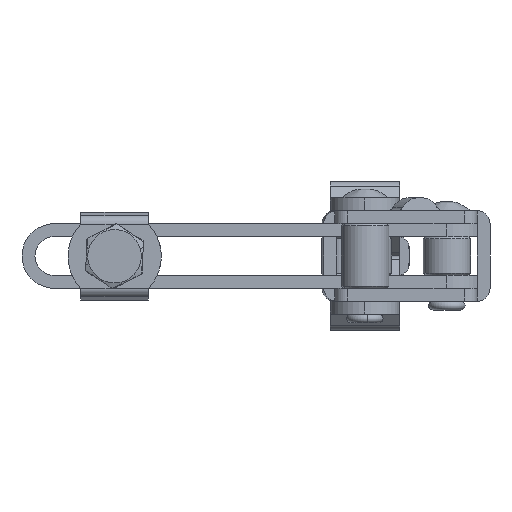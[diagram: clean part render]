
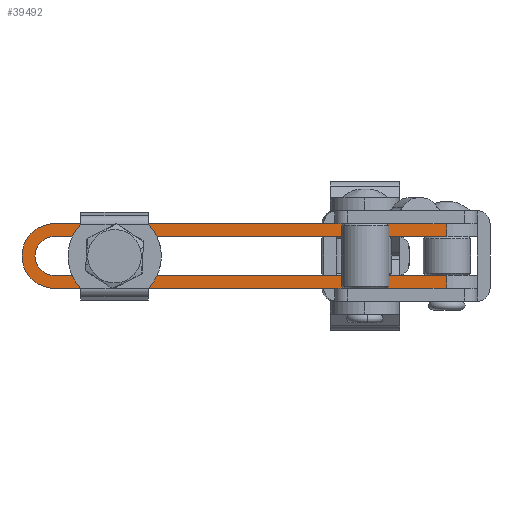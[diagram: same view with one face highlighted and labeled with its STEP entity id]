
A CAD part, front view. The second image highlights one B-rep face of the part: STEP entity #39492.
In plain terms, the highlighted face is planar.
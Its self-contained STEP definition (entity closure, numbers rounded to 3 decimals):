
#19896 = CARTESIAN_POINT ( 'NONE',  ( 0., 4.5, 16. ) ) ;
#19955 = CIRCLE ( 'NONE', #19968, 7.5 ) ;
#19960 = CARTESIAN_POINT ( 'NONE',  ( 0., 0., 16. ) ) ;
#19968 = AXIS2_PLACEMENT_3D ( 'NONE', #19960, #20008, #20007 ) ;
#19978 = DIRECTION ( 'NONE',  ( 1., 0., 0. ) ) ;
#19979 = DIRECTION ( 'NONE',  ( 0., 0., -1. ) ) ;
#19985 = CIRCLE ( 'NONE', #19988, 4.5 ) ;
#19988 = AXIS2_PLACEMENT_3D ( 'NONE', #19990, #19979, #19978 ) ;
#19990 = CARTESIAN_POINT ( 'NONE',  ( 0., 0., 16. ) ) ;
#19992 = CARTESIAN_POINT ( 'NONE',  ( -4.5, 0., 16. ) ) ;
#19996 = CARTESIAN_POINT ( 'NONE',  ( 0., -7.5, 16. ) ) ;
#20003 = CARTESIAN_POINT ( 'NONE',  ( -7.5, 0., 16. ) ) ;
#20007 = DIRECTION ( 'NONE',  ( 1., 0., 0. ) ) ;
#20008 = DIRECTION ( 'NONE',  ( 0., 0., 1. ) ) ;
#20964 = CARTESIAN_POINT ( 'NONE',  ( 91., -7.5, 16. ) ) ;
#21053 = DIRECTION ( 'NONE',  ( 1., 0., 0. ) ) ;
#21054 = VECTOR ( 'NONE', #21053, 1000. ) ;
#21060 = CARTESIAN_POINT ( 'NONE',  ( 0., -7.5, 16. ) ) ;
#21061 = LINE ( 'NONE', #21060, #21054 ) ;
#22477 = DIRECTION ( 'NONE',  ( -1., 0., 0. ) ) ;
#22478 = VECTOR ( 'NONE', #22477, 1000. ) ;
#22479 = CARTESIAN_POINT ( 'NONE',  ( 0., 7.5, 16. ) ) ;
#22480 = LINE ( 'NONE', #22479, #22478 ) ;
#22623 = CARTESIAN_POINT ( 'NONE',  ( 0., 7.5, 16. ) ) ;
#22647 = CARTESIAN_POINT ( 'NONE',  ( 91., 7.5, 16. ) ) ;
#22886 = CARTESIAN_POINT ( 'NONE',  ( 91., -4.5, 16. ) ) ;
#22944 = DIRECTION ( 'NONE',  ( 1., 0., 0. ) ) ;
#22945 = DIRECTION ( 'NONE',  ( 0., 0., 1. ) ) ;
#22946 = CARTESIAN_POINT ( 'NONE',  ( 0., 0., 16. ) ) ;
#22947 = AXIS2_PLACEMENT_3D ( 'NONE', #22946, #22945, #22944 ) ;
#22948 = CIRCLE ( 'NONE', #22947, 7.5 ) ;
#22961 = CARTESIAN_POINT ( 'NONE',  ( 0., -4.5, 16. ) ) ;
#22965 = CARTESIAN_POINT ( 'NONE',  ( 0., 4.5, 16. ) ) ;
#22966 = LINE ( 'NONE', #22965, #23028 ) ;
#23009 = CARTESIAN_POINT ( 'NONE',  ( 91., 4.5, 16. ) ) ;
#23017 = DIRECTION ( 'NONE',  ( 0., 1., 0. ) ) ;
#23018 = VECTOR ( 'NONE', #23017, 1000. ) ;
#23027 = DIRECTION ( 'NONE',  ( 1., 0., 0. ) ) ;
#23028 = VECTOR ( 'NONE', #23027, 1000. ) ;
#23030 = CARTESIAN_POINT ( 'NONE',  ( 91., -4.5, 16. ) ) ;
#23031 = LINE ( 'NONE', #23030, #23018 ) ;
#23049 = DIRECTION ( 'NONE',  ( 1., 0., 0. ) ) ;
#23050 = DIRECTION ( 'NONE',  ( 0., 0., -1. ) ) ;
#23051 = CARTESIAN_POINT ( 'NONE',  ( 0., 0., 16. ) ) ;
#23054 = DIRECTION ( 'NONE',  ( -1., 0., 0. ) ) ;
#23055 = VECTOR ( 'NONE', #23054, 1000. ) ;
#23056 = CARTESIAN_POINT ( 'NONE',  ( 0., -4.5, 16. ) ) ;
#23059 = CIRCLE ( 'NONE', #23070, 4.5 ) ;
#23069 = LINE ( 'NONE', #23056, #23055 ) ;
#23070 = AXIS2_PLACEMENT_3D ( 'NONE', #23051, #23050, #23049 ) ;
#23089 = DIRECTION ( 'NONE',  ( 0., 1., 0. ) ) ;
#23090 = VECTOR ( 'NONE', #23089, 1000. ) ;
#23092 = LINE ( 'NONE', #23094, #23090 ) ;
#23094 = CARTESIAN_POINT ( 'NONE',  ( 91., 7.5, 16. ) ) ;
#23108 = DIRECTION ( 'NONE',  ( 1., 0., 0. ) ) ;
#23109 = DIRECTION ( 'NONE',  ( 0., 0., 1. ) ) ;
#23110 = CARTESIAN_POINT ( 'NONE',  ( 0., 0., 16. ) ) ;
#23111 = AXIS2_PLACEMENT_3D ( 'NONE', #23110, #23109, #23108 ) ;
#23112 = PLANE ( 'NONE',  #23111 ) ;
#23117 = FACE_OUTER_BOUND ( 'NONE', #39422, .T. ) ;
#38348 = VERTEX_POINT ( 'NONE', #19896 ) ;
#38387 = EDGE_CURVE ( 'NONE', #38404, #38393, #19955, .T. ) ;
#38393 = VERTEX_POINT ( 'NONE', #19996 ) ;
#38399 = EDGE_CURVE ( 'NONE', #38406, #38348, #19985, .T. ) ;
#38404 = VERTEX_POINT ( 'NONE', #20003 ) ;
#38406 = VERTEX_POINT ( 'NONE', #19992 ) ;
#38764 = VERTEX_POINT ( 'NONE', #20964 ) ;
#38768 = EDGE_CURVE ( 'NONE', #38393, #38764, #21061, .T. ) ;
#39204 = EDGE_CURVE ( 'NONE', #39284, #39285, #22480, .T. ) ;
#39284 = VERTEX_POINT ( 'NONE', #22647 ) ;
#39285 = VERTEX_POINT ( 'NONE', #22623 ) ;
#39379 = VERTEX_POINT ( 'NONE', #22886 ) ;
#39411 = VERTEX_POINT ( 'NONE', #22961 ) ;
#39413 = EDGE_CURVE ( 'NONE', #39285, #38404, #22948, .T. ) ;
#39422 = EDGE_LOOP ( 'NONE', ( #39493, #39494, #39497, #39496, #39498, #39495, #39500, #39479, #39483, #39485 ) ) ;
#39426 = EDGE_CURVE ( 'NONE', #38348, #39443, #22966, .T. ) ;
#39434 = EDGE_CURVE ( 'NONE', #38764, #39379, #23031, .T. ) ;
#39443 = VERTEX_POINT ( 'NONE', #23009 ) ;
#39449 = EDGE_CURVE ( 'NONE', #39379, #39411, #23069, .T. ) ;
#39450 = EDGE_CURVE ( 'NONE', #39411, #38406, #23059, .T. ) ;
#39478 = EDGE_CURVE ( 'NONE', #39443, #39284, #23092, .T. ) ;
#39479 = ORIENTED_EDGE ( 'NONE', *, *, #39204, .T. ) ;
#39483 = ORIENTED_EDGE ( 'NONE', *, *, #39413, .T. ) ;
#39485 = ORIENTED_EDGE ( 'NONE', *, *, #38387, .T. ) ;
#39492 = ADVANCED_FACE ( 'NONE', ( #23117 ), #23112, .T. ) ;
#39493 = ORIENTED_EDGE ( 'NONE', *, *, #38768, .T. ) ;
#39494 = ORIENTED_EDGE ( 'NONE', *, *, #39434, .T. ) ;
#39495 = ORIENTED_EDGE ( 'NONE', *, *, #39426, .T. ) ;
#39496 = ORIENTED_EDGE ( 'NONE', *, *, #39450, .T. ) ;
#39497 = ORIENTED_EDGE ( 'NONE', *, *, #39449, .T. ) ;
#39498 = ORIENTED_EDGE ( 'NONE', *, *, #38399, .T. ) ;
#39500 = ORIENTED_EDGE ( 'NONE', *, *, #39478, .T. ) ;
